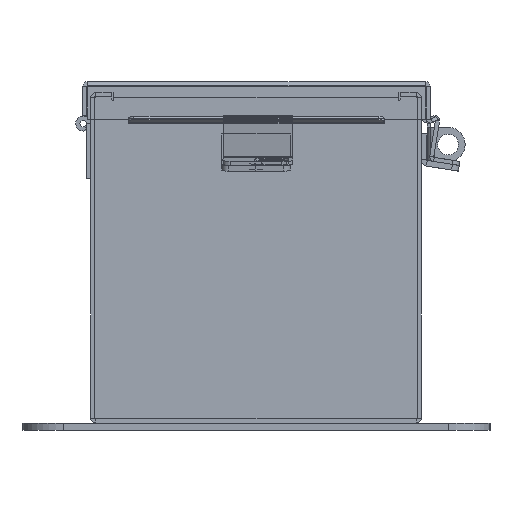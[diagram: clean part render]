
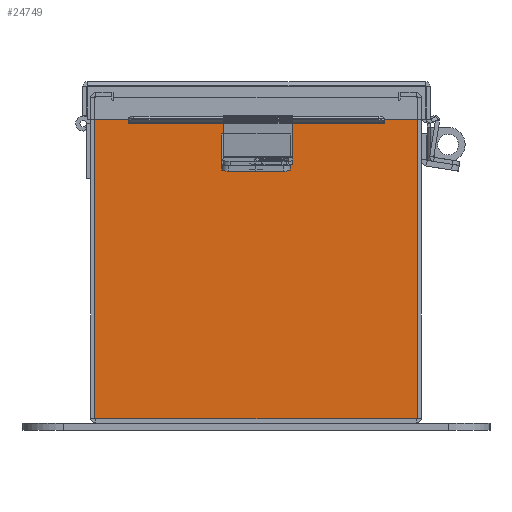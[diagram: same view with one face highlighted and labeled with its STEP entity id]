
A CAD part, front view. The second image highlights one B-rep face of the part: STEP entity #24749.
In plain terms, the highlighted face is planar.
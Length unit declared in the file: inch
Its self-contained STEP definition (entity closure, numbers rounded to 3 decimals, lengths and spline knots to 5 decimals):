
#530 = EDGE_CURVE ( 'NONE', #30257, #16107, #30755, .T. ) ;
#561 = CARTESIAN_POINT ( 'NONE',  ( 2.5823, 0., 2.9123 ) ) ;
#622 = CARTESIAN_POINT ( 'NONE',  ( 2.61965, 0., 0. ) ) ;
#1554 = VECTOR ( 'NONE', #43605, 39.37008 ) ;
#2309 = VERTEX_POINT ( 'NONE', #24871 ) ;
#2395 = ORIENTED_EDGE ( 'NONE', *, *, #15226, .F. ) ;
#2886 = DIRECTION ( 'NONE',  ( 0., 0., -1. ) ) ;
#3396 = VECTOR ( 'NONE', #19709, 39.37008 ) ;
#3497 = ORIENTED_EDGE ( 'NONE', *, *, #29195, .F. ) ;
#3523 = VERTEX_POINT ( 'NONE', #12782 ) ;
#3527 = CARTESIAN_POINT ( 'NONE',  ( 2.61965, 0., 2.87495 ) ) ;
#3850 = ORIENTED_EDGE ( 'NONE', *, *, #41453, .F. ) ;
#3874 = DIRECTION ( 'NONE',  ( 0., 0., -1. ) ) ;
#5265 = DIRECTION ( 'NONE',  ( 0., 0., 1. ) ) ;
#5286 = LINE ( 'NONE', #30968, #13171 ) ;
#5846 = CARTESIAN_POINT ( 'NONE',  ( -2.9253, 0., 2.9253 ) ) ;
#6112 = VECTOR ( 'NONE', #3874, 39.37008 ) ;
#6366 = VERTEX_POINT ( 'NONE', #37556 ) ;
#6376 = VECTOR ( 'NONE', #5265, 39.37008 ) ;
#6635 = VERTEX_POINT ( 'NONE', #16600 ) ;
#7184 = VERTEX_POINT ( 'NONE', #22900 ) ;
#7870 = EDGE_CURVE ( 'NONE', #6366, #33412, #26847, .T. ) ;
#8401 = DIRECTION ( 'NONE',  ( 0., 0., -1. ) ) ;
#8659 = CARTESIAN_POINT ( 'NONE',  ( -2.9253, 0., 2.9253 ) ) ;
#9676 = EDGE_CURVE ( 'NONE', #2309, #3523, #37737, .T. ) ;
#10026 = ORIENTED_EDGE ( 'NONE', *, *, #40960, .T. ) ;
#11572 = VERTEX_POINT ( 'NONE', #3527 ) ;
#12370 = CARTESIAN_POINT ( 'NONE',  ( 0., 0., 0. ) ) ;
#12782 = CARTESIAN_POINT ( 'NONE',  ( -2.61965, 0., 2.87495 ) ) ;
#12833 = VECTOR ( 'NONE', #42925, 39.37008 ) ;
#13171 = VECTOR ( 'NONE', #41265, 39.37008 ) ;
#14659 = ORIENTED_EDGE ( 'NONE', *, *, #27235, .F. ) ;
#15104 = EDGE_CURVE ( 'NONE', #7184, #37354, #20011, .T. ) ;
#15180 = ORIENTED_EDGE ( 'NONE', *, *, #34769, .T. ) ;
#15226 = EDGE_CURVE ( 'NONE', #39389, #11572, #33689, .T. ) ;
#15649 = DIRECTION ( 'NONE',  ( 0., 1., 0. ) ) ;
#15657 = EDGE_LOOP ( 'NONE', ( #14659, #34418, #3497, #19498, #3850, #15828, #2395, #18480, #15180, #36105, #10026, #26974 ) ) ;
#15828 = ORIENTED_EDGE ( 'NONE', *, *, #17272, .F. ) ;
#16107 = VERTEX_POINT ( 'NONE', #32324 ) ;
#16568 = VECTOR ( 'NONE', #25043, 39.37008 ) ;
#16600 = CARTESIAN_POINT ( 'NONE',  ( 2.9253, 0., 2.9253 ) ) ;
#17272 = EDGE_CURVE ( 'NONE', #11572, #17412, #35666, .T. ) ;
#17412 = VERTEX_POINT ( 'NONE', #27009 ) ;
#18480 = ORIENTED_EDGE ( 'NONE', *, *, #35065, .T. ) ;
#19136 = DIRECTION ( 'NONE',  ( 0., 0., -1. ) ) ;
#19498 = ORIENTED_EDGE ( 'NONE', *, *, #7870, .T. ) ;
#19709 = DIRECTION ( 'NONE',  ( 1., 0., 0. ) ) ;
#19778 = DIRECTION ( 'NONE',  ( -1., 0., 0. ) ) ;
#20011 = LINE ( 'NONE', #43293, #37883 ) ;
#20180 = AXIS2_PLACEMENT_3D ( 'NONE', #12370, #39259, #19136 ) ;
#20677 = CARTESIAN_POINT ( 'NONE',  ( -2.5823, 0., 0. ) ) ;
#20802 = DIRECTION ( 'NONE',  ( 0., 0., -1. ) ) ;
#22376 = LINE ( 'NONE', #29878, #3396 ) ;
#22900 = CARTESIAN_POINT ( 'NONE',  ( 2.9253, 0., -2.9253 ) ) ;
#23063 = DIRECTION ( 'NONE',  ( 0., 1., 0. ) ) ;
#24036 = LINE ( 'NONE', #20677, #6112 ) ;
#24725 = VECTOR ( 'NONE', #20802, 39.37008 ) ;
#24749 = ADVANCED_FACE ( 'NONE', ( #29339 ), #32534, .F. ) ;
#24871 = CARTESIAN_POINT ( 'NONE',  ( -2.5823, 0., 2.87495 ) ) ;
#25030 = LINE ( 'NONE', #28562, #32917 ) ;
#25043 = DIRECTION ( 'NONE',  ( 1., 0., 0. ) ) ;
#26265 = CARTESIAN_POINT ( 'NONE',  ( -2.9253, 0., 2.9253 ) ) ;
#26847 = LINE ( 'NONE', #40487, #16568 ) ;
#26974 = ORIENTED_EDGE ( 'NONE', *, *, #530, .T. ) ;
#27009 = CARTESIAN_POINT ( 'NONE',  ( 2.5823, 0., 2.87495 ) ) ;
#27235 = EDGE_CURVE ( 'NONE', #3523, #16107, #28418, .T. ) ;
#28418 = LINE ( 'NONE', #36857, #1554 ) ;
#28562 = CARTESIAN_POINT ( 'NONE',  ( 2.9253, 0., 2.9253 ) ) ;
#28945 = AXIS2_PLACEMENT_3D ( 'NONE', #43186, #23063, #2886 ) ;
#29195 = EDGE_CURVE ( 'NONE', #6366, #2309, #24036, .T. ) ;
#29339 = FACE_OUTER_BOUND ( 'NONE', #15657, .T. ) ;
#29878 = CARTESIAN_POINT ( 'NONE',  ( -2.9253, 0., 2.9253 ) ) ;
#30257 = VERTEX_POINT ( 'NONE', #26265 ) ;
#30263 = CARTESIAN_POINT ( 'NONE',  ( 2.61965, 0., 2.9253 ) ) ;
#30755 = LINE ( 'NONE', #5846, #12833 ) ;
#30968 = CARTESIAN_POINT ( 'NONE',  ( 2.5823, 0., 0. ) ) ;
#32324 = CARTESIAN_POINT ( 'NONE',  ( -2.61965, 0., 2.9253 ) ) ;
#32534 = PLANE ( 'NONE',  #20180 ) ;
#32917 = VECTOR ( 'NONE', #8401, 39.37008 ) ;
#33412 = VERTEX_POINT ( 'NONE', #561 ) ;
#33689 = LINE ( 'NONE', #622, #24725 ) ;
#34289 = LINE ( 'NONE', #8659, #6376 ) ;
#34418 = ORIENTED_EDGE ( 'NONE', *, *, #9676, .F. ) ;
#34769 = EDGE_CURVE ( 'NONE', #6635, #7184, #25030, .T. ) ;
#35065 = EDGE_CURVE ( 'NONE', #39389, #6635, #22376, .T. ) ;
#35666 = CIRCLE ( 'NONE', #28945, 0.01868 ) ;
#35804 = CARTESIAN_POINT ( 'NONE',  ( -2.60097, 0., 2.87495 ) ) ;
#36105 = ORIENTED_EDGE ( 'NONE', *, *, #15104, .T. ) ;
#36857 = CARTESIAN_POINT ( 'NONE',  ( -2.61965, 0., 0. ) ) ;
#37354 = VERTEX_POINT ( 'NONE', #43350 ) ;
#37556 = CARTESIAN_POINT ( 'NONE',  ( -2.5823, 0., 2.9123 ) ) ;
#37737 = CIRCLE ( 'NONE', #38006, 0.01868 ) ;
#37883 = VECTOR ( 'NONE', #19778, 39.37008 ) ;
#38006 = AXIS2_PLACEMENT_3D ( 'NONE', #35804, #15649, #39160 ) ;
#39160 = DIRECTION ( 'NONE',  ( 0., 0., -1. ) ) ;
#39259 = DIRECTION ( 'NONE',  ( 0., -1., 0. ) ) ;
#39389 = VERTEX_POINT ( 'NONE', #30263 ) ;
#40487 = CARTESIAN_POINT ( 'NONE',  ( -2.5823, 0., 2.9123 ) ) ;
#40960 = EDGE_CURVE ( 'NONE', #37354, #30257, #34289, .T. ) ;
#41265 = DIRECTION ( 'NONE',  ( 0., 0., 1. ) ) ;
#41453 = EDGE_CURVE ( 'NONE', #17412, #33412, #5286, .T. ) ;
#42925 = DIRECTION ( 'NONE',  ( 1., 0., 0. ) ) ;
#43186 = CARTESIAN_POINT ( 'NONE',  ( 2.60098, 0., 2.87495 ) ) ;
#43293 = CARTESIAN_POINT ( 'NONE',  ( -2.9253, 0., -2.9253 ) ) ;
#43350 = CARTESIAN_POINT ( 'NONE',  ( -2.9253, 0., -2.9253 ) ) ;
#43605 = DIRECTION ( 'NONE',  ( 0., 0., 1. ) ) ;
